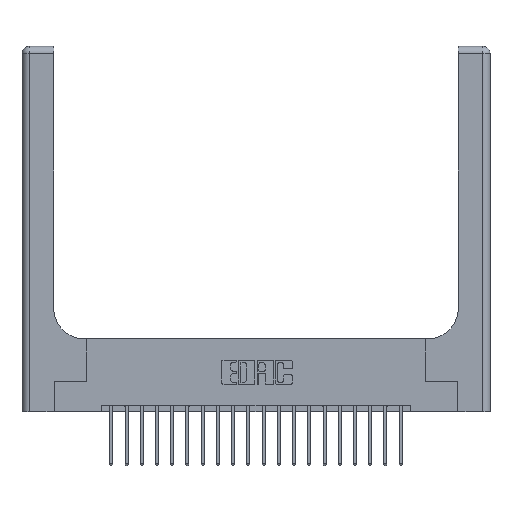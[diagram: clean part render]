
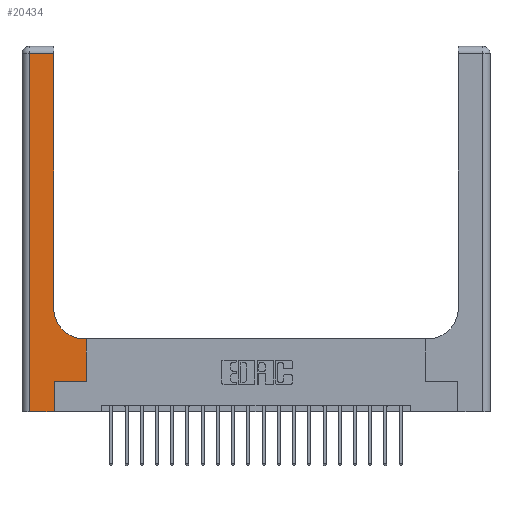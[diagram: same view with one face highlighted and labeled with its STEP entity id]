
A CAD part, top view. The second image highlights one B-rep face of the part: STEP entity #20434.
In plain terms, the highlighted planar face has unit normal (0, 0, 1).
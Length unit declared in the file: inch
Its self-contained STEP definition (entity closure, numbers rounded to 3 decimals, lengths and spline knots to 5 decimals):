
#800 = DIRECTION ( 'NONE',  ( -1., 0., 0. ) ) ;
#883 = LINE ( 'NONE', #9200, #14624 ) ;
#1235 = DIRECTION ( 'NONE',  ( 1., 0., 0. ) ) ;
#1601 = EDGE_CURVE ( 'NONE', #17029, #2653, #15641, .T. ) ;
#1906 = CARTESIAN_POINT ( 'NONE',  ( 0.26, 3., 0.37 ) ) ;
#2018 = AXIS2_PLACEMENT_3D ( 'NONE', #9897, #9566, #9784 ) ;
#2653 = VERTEX_POINT ( 'NONE', #11491 ) ;
#2718 = DIRECTION ( 'NONE',  ( -1., 0., 0. ) ) ;
#2835 = EDGE_LOOP ( 'NONE', ( #7418, #4584, #11098, #10832, #16564, #14476, #10054, #16778, #10049 ) ) ;
#3948 = VECTOR ( 'NONE', #4061, 39.37008 ) ;
#4061 = DIRECTION ( 'NONE',  ( 0., 1., 0. ) ) ;
#4584 = ORIENTED_EDGE ( 'NONE', *, *, #18962, .T. ) ;
#4908 = AXIS2_PLACEMENT_3D ( 'NONE', #7673, #9421, #14328 ) ;
#5322 = CARTESIAN_POINT ( 'NONE',  ( 0.51, 0.6, 0.37 ) ) ;
#5606 = LINE ( 'NONE', #15770, #8949 ) ;
#6558 = VECTOR ( 'NONE', #1235, 39.37008 ) ;
#6981 = VERTEX_POINT ( 'NONE', #14999 ) ;
#7370 = LINE ( 'NONE', #14137, #11190 ) ;
#7418 = ORIENTED_EDGE ( 'NONE', *, *, #8478, .T. ) ;
#7673 = CARTESIAN_POINT ( 'NONE',  ( 0., 3., 0.37 ) ) ;
#7962 = CARTESIAN_POINT ( 'NONE',  ( 0.06, 0., 0.37 ) ) ;
#8068 = DIRECTION ( 'NONE',  ( 0., 1., 0. ) ) ;
#8168 = VERTEX_POINT ( 'NONE', #12533 ) ;
#8234 = VERTEX_POINT ( 'NONE', #9147 ) ;
#8478 = EDGE_CURVE ( 'NONE', #2653, #16482, #12376, .T. ) ;
#8626 = VERTEX_POINT ( 'NONE', #13025 ) ;
#8949 = VECTOR ( 'NONE', #13786, 39.37008 ) ;
#9147 = CARTESIAN_POINT ( 'NONE',  ( 0.528, 0.6, 0.37 ) ) ;
#9200 = CARTESIAN_POINT ( 'NONE',  ( 0.06, 3., 0.37 ) ) ;
#9206 = FACE_OUTER_BOUND ( 'NONE', #2835, .T. ) ;
#9314 = VECTOR ( 'NONE', #18542, 39.37008 ) ;
#9388 = EDGE_CURVE ( 'NONE', #6981, #12760, #21628, .T. ) ;
#9421 = DIRECTION ( 'NONE',  ( 0., 0., -1. ) ) ;
#9566 = DIRECTION ( 'NONE',  ( 0., 0., -1. ) ) ;
#9608 = LINE ( 'NONE', #17625, #13153 ) ;
#9679 = EDGE_CURVE ( 'NONE', #8168, #11547, #883, .T. ) ;
#9784 = DIRECTION ( 'NONE',  ( 1., 0., 0. ) ) ;
#9897 = CARTESIAN_POINT ( 'NONE',  ( 0.51, 0.85, 0.37 ) ) ;
#10049 = ORIENTED_EDGE ( 'NONE', *, *, #1601, .T. ) ;
#10054 = ORIENTED_EDGE ( 'NONE', *, *, #14580, .T. ) ;
#10832 = ORIENTED_EDGE ( 'NONE', *, *, #16032, .T. ) ;
#11098 = ORIENTED_EDGE ( 'NONE', *, *, #9679, .T. ) ;
#11190 = VECTOR ( 'NONE', #800, 39.37008 ) ;
#11491 = CARTESIAN_POINT ( 'NONE',  ( 0.26, 0.85, 0.37 ) ) ;
#11547 = VERTEX_POINT ( 'NONE', #7962 ) ;
#12376 = LINE ( 'NONE', #1906, #3948 ) ;
#12533 = CARTESIAN_POINT ( 'NONE',  ( 0.06, 2.94, 0.37 ) ) ;
#12704 = PLANE ( 'NONE',  #4908 ) ;
#12760 = VERTEX_POINT ( 'NONE', #17196 ) ;
#12938 = EDGE_CURVE ( 'NONE', #8234, #17029, #9608, .T. ) ;
#13025 = CARTESIAN_POINT ( 'NONE',  ( 0.265, 0., 0.37 ) ) ;
#13153 = VECTOR ( 'NONE', #2718, 39.37008 ) ;
#13163 = VECTOR ( 'NONE', #8068, 39.37008 ) ;
#13209 = CARTESIAN_POINT ( 'NONE',  ( 0.26, 2.94, 0.37 ) ) ;
#13786 = DIRECTION ( 'NONE',  ( 0., 1., 0. ) ) ;
#14137 = CARTESIAN_POINT ( 'NONE',  ( 0., 2.94, 0.37 ) ) ;
#14328 = DIRECTION ( 'NONE',  ( -1., 0., 0. ) ) ;
#14476 = ORIENTED_EDGE ( 'NONE', *, *, #9388, .T. ) ;
#14580 = EDGE_CURVE ( 'NONE', #12760, #8234, #5606, .T. ) ;
#14624 = VECTOR ( 'NONE', #17744, 39.37008 ) ;
#14890 = CARTESIAN_POINT ( 'NONE',  ( 0.265, 0.25, 0.37 ) ) ;
#14950 = CARTESIAN_POINT ( 'NONE',  ( 0.265, 0., 0.37 ) ) ;
#14999 = CARTESIAN_POINT ( 'NONE',  ( 0.265, 0.25, 0.37 ) ) ;
#15063 = LINE ( 'NONE', #14950, #13163 ) ;
#15277 = EDGE_CURVE ( 'NONE', #8626, #6981, #15063, .T. ) ;
#15641 = CIRCLE ( 'NONE', #2018, 0.25 ) ;
#15770 = CARTESIAN_POINT ( 'NONE',  ( 0.528, 0.25, 0.37 ) ) ;
#16032 = EDGE_CURVE ( 'NONE', #11547, #8626, #17460, .T. ) ;
#16482 = VERTEX_POINT ( 'NONE', #13209 ) ;
#16564 = ORIENTED_EDGE ( 'NONE', *, *, #15277, .T. ) ;
#16778 = ORIENTED_EDGE ( 'NONE', *, *, #12938, .T. ) ;
#17029 = VERTEX_POINT ( 'NONE', #5322 ) ;
#17196 = CARTESIAN_POINT ( 'NONE',  ( 0.528, 0.25, 0.37 ) ) ;
#17460 = LINE ( 'NONE', #17887, #6558 ) ;
#17625 = CARTESIAN_POINT ( 'NONE',  ( 0.26, 0.6, 0.37 ) ) ;
#17744 = DIRECTION ( 'NONE',  ( 0., -1., 0. ) ) ;
#17887 = CARTESIAN_POINT ( 'NONE',  ( 0., 0., 0.37 ) ) ;
#18542 = DIRECTION ( 'NONE',  ( 1., 0., 0. ) ) ;
#18962 = EDGE_CURVE ( 'NONE', #16482, #8168, #7370, .T. ) ;
#20434 = ADVANCED_FACE ( 'NONE', ( #9206 ), #12704, .F. ) ;
#21628 = LINE ( 'NONE', #14890, #9314 ) ;
